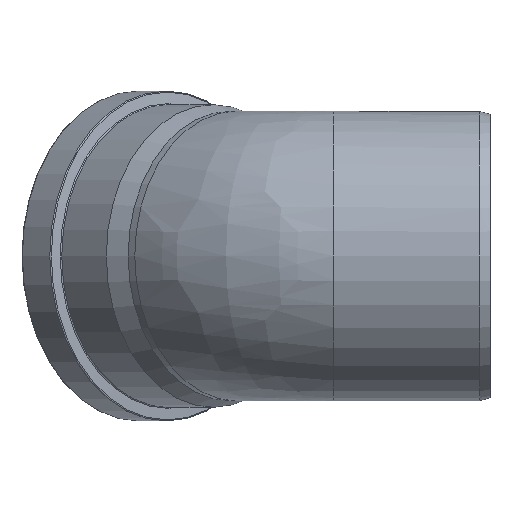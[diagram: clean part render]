
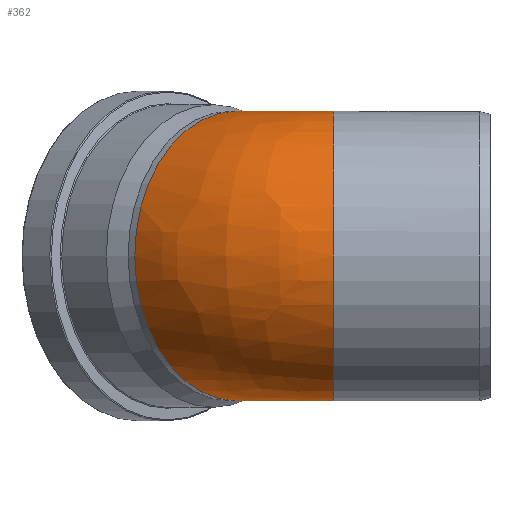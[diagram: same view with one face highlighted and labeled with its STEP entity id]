
A CAD part, left-side view. The second image highlights one B-rep face of the part: STEP entity #362.
In plain terms, the highlighted free-form (B-spline) face has degree [2, 2] with [9, 3] control points.
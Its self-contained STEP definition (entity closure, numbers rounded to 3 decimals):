
#77=CIRCLE('',#399,125.25);
#78=CIRCLE('',#400,125.25);
#110=(
BOUNDED_SURFACE()
B_SPLINE_SURFACE(2,2,((#642,#643,#644),(#645,#646,#647),(#648,#649,#650),
(#651,#652,#653),(#654,#655,#656),(#657,#658,#659),(#660,#661,#662),(#663,
#664,#665),(#666,#667,#668)),.UNSPECIFIED.,.F.,.F.,.F.)
B_SPLINE_SURFACE_WITH_KNOTS((3,2,2,2,3),(3,3),(-2.761,-1.381,
0.,1.381,2.761),(0.,0.785),
 .UNSPECIFIED.)
GEOMETRIC_REPRESENTATION_ITEM()
RATIONAL_B_SPLINE_SURFACE(((1.,0.924,1.),(0.771,
0.712,0.771),(1.,0.924,1.),(0.771,
0.712,0.771),(1.,0.924,1.),(0.771,
0.712,0.771),(1.,0.924,1.),(0.771,
0.712,0.771),(1.,0.924,1.)))
REPRESENTATION_ITEM('')
SURFACE()
);
#113=FACE_OUTER_BOUND('',#147,.T.);
#147=EDGE_LOOP('',(#290,#291,#292,#293));
#213=B_SPLINE_CURVE_WITH_KNOTS('',3,(#624,#625,#626,#627,#628,#629,#630),
 .UNSPECIFIED.,.F.,.F.,(4,3,4),(-0.001,0.073,
0.145),.UNSPECIFIED.);
#214=B_SPLINE_CURVE_WITH_KNOTS('',3,(#634,#635,#636,#637,#638,#639,#640),
 .UNSPECIFIED.,.F.,.F.,(4,3,4),(-0.001,0.072,
0.145),.UNSPECIFIED.);
#215=VERTEX_POINT('',#622);
#216=VERTEX_POINT('',#623);
#217=VERTEX_POINT('',#631);
#218=VERTEX_POINT('',#633);
#249=EDGE_CURVE('',#215,#216,#213,.T.);
#251=EDGE_CURVE('',#218,#217,#214,.T.);
#253=EDGE_CURVE('',#217,#215,#77,.T.);
#254=EDGE_CURVE('',#218,#216,#78,.T.);
#290=ORIENTED_EDGE('',*,*,#251,.T.);
#291=ORIENTED_EDGE('',*,*,#253,.T.);
#292=ORIENTED_EDGE('',*,*,#249,.T.);
#293=ORIENTED_EDGE('',*,*,#254,.F.);
#362=ADVANCED_FACE('',(#113),#110,.F.);
#399=AXIS2_PLACEMENT_3D('',#669,#469,#470);
#400=AXIS2_PLACEMENT_3D('',#670,#471,#472);
#469=DIRECTION('center_axis',(0.,1.,0.));
#470=DIRECTION('ref_axis',(1.,0.,0.));
#471=DIRECTION('center_axis',(0.707,0.707,0.));
#472=DIRECTION('ref_axis',(0.707,-0.707,0.));
#622=CARTESIAN_POINT('',(116.293,135.311,46.513));
#623=CARTESIAN_POINT('',(116.837,136.624,46.513));
#624=CARTESIAN_POINT('Ctrl Pts',(116.293,135.311,46.513));
#625=CARTESIAN_POINT('Ctrl Pts',(116.3,135.555,46.496));
#626=CARTESIAN_POINT('Ctrl Pts',(116.353,135.796,46.488));
#627=CARTESIAN_POINT('Ctrl Pts',(116.448,136.023,46.488));
#628=CARTESIAN_POINT('Ctrl Pts',(116.541,136.245,46.488));
#629=CARTESIAN_POINT('Ctrl Pts',(116.672,136.449,46.496));
#630=CARTESIAN_POINT('Ctrl Pts',(116.837,136.624,46.513));
#631=CARTESIAN_POINT('',(116.293,135.311,-46.513));
#633=CARTESIAN_POINT('',(116.837,136.624,-46.513));
#634=CARTESIAN_POINT('Ctrl Pts',(116.837,136.624,-46.513));
#635=CARTESIAN_POINT('Ctrl Pts',(116.672,136.449,-46.496));
#636=CARTESIAN_POINT('Ctrl Pts',(116.541,136.245,-46.488));
#637=CARTESIAN_POINT('Ctrl Pts',(116.448,136.023,-46.488));
#638=CARTESIAN_POINT('Ctrl Pts',(116.353,135.796,-46.488));
#639=CARTESIAN_POINT('Ctrl Pts',(116.3,135.555,-46.496));
#640=CARTESIAN_POINT('Ctrl Pts',(116.293,135.311,-46.513));
#642=CARTESIAN_POINT('Ctrl Pts',(116.304,135.311,46.487));
#643=CARTESIAN_POINT('Ctrl Pts',(116.304,136.076,46.487));
#644=CARTESIAN_POINT('Ctrl Pts',(116.844,136.616,46.487));
#645=CARTESIAN_POINT('Ctrl Pts',(77.91,135.311,142.542));
#646=CARTESIAN_POINT('Ctrl Pts',(77.91,151.979,142.542));
#647=CARTESIAN_POINT('Ctrl Pts',(89.696,163.765,142.542));
#648=CARTESIAN_POINT('Ctrl Pts',(-23.67,135.311,122.993));
#649=CARTESIAN_POINT('Ctrl Pts',(-23.67,194.054,122.993));
#650=CARTESIAN_POINT('Ctrl Pts',(17.868,235.593,122.993));
#651=CARTESIAN_POINT('Ctrl Pts',(-125.25,135.311,103.444));
#652=CARTESIAN_POINT('Ctrl Pts',(-125.25,236.13,103.444));
#653=CARTESIAN_POINT('Ctrl Pts',(-53.96,307.42,103.444));
#654=CARTESIAN_POINT('Ctrl Pts',(-125.25,135.311,0.));
#655=CARTESIAN_POINT('Ctrl Pts',(-125.25,236.13,0.));
#656=CARTESIAN_POINT('Ctrl Pts',(-53.96,307.42,0.));
#657=CARTESIAN_POINT('Ctrl Pts',(-125.25,135.311,-103.444));
#658=CARTESIAN_POINT('Ctrl Pts',(-125.25,236.13,-103.444));
#659=CARTESIAN_POINT('Ctrl Pts',(-53.96,307.42,-103.444));
#660=CARTESIAN_POINT('Ctrl Pts',(-23.67,135.311,-122.993));
#661=CARTESIAN_POINT('Ctrl Pts',(-23.67,194.054,-122.993));
#662=CARTESIAN_POINT('Ctrl Pts',(17.868,235.593,-122.993));
#663=CARTESIAN_POINT('Ctrl Pts',(77.91,135.311,-142.542));
#664=CARTESIAN_POINT('Ctrl Pts',(77.91,151.979,-142.542));
#665=CARTESIAN_POINT('Ctrl Pts',(89.696,163.765,-142.542));
#666=CARTESIAN_POINT('Ctrl Pts',(116.304,135.311,-46.487));
#667=CARTESIAN_POINT('Ctrl Pts',(116.304,136.076,-46.487));
#668=CARTESIAN_POINT('Ctrl Pts',(116.844,136.616,-46.487));
#669=CARTESIAN_POINT('Origin',(0.,135.311,0.));
#670=CARTESIAN_POINT('Origin',(34.605,218.855,0.));
